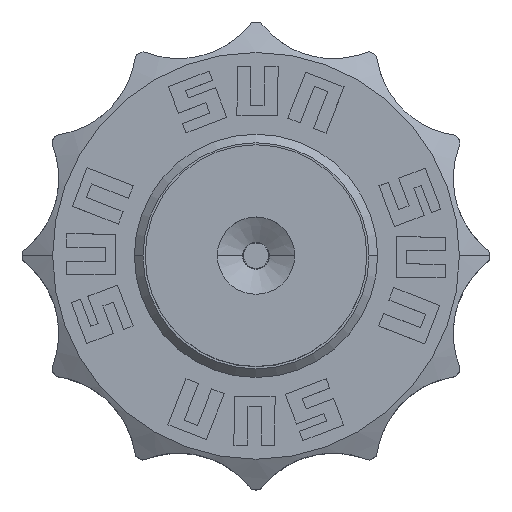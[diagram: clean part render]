
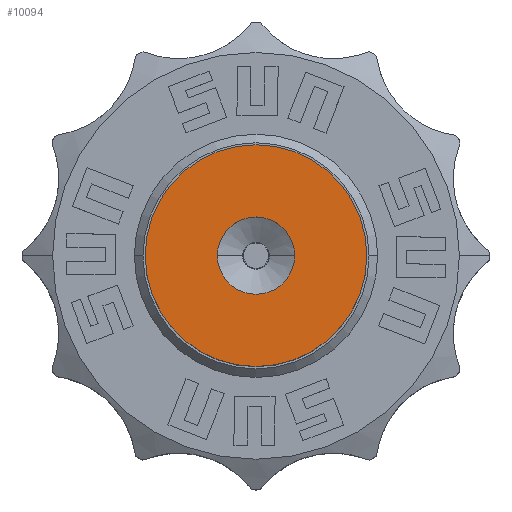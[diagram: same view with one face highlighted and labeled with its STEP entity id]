
A CAD part, top view. The second image highlights one B-rep face of the part: STEP entity #10094.
In plain terms, the highlighted planar face has unit normal (0, 0, 1).
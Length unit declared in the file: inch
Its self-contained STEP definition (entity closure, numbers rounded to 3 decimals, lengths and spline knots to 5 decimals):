
#2075=CARTESIAN_POINT('',(0.,0.,4.281));
#2076=DIRECTION('',(0.,0.,-1.));
#2077=DIRECTION('',(-1.,0.,0.));
#2078=AXIS2_PLACEMENT_3D('',#2075,#2076,#2077);
#2080=CARTESIAN_POINT('',(0.,0.,4.281));
#2081=DIRECTION('',(0.,0.,-1.));
#2082=DIRECTION('',(1.,0.,0.));
#2083=AXIS2_PLACEMENT_3D('',#2080,#2081,#2082);
#2085=CARTESIAN_POINT('',(0.,0.,4.281));
#2086=DIRECTION('',(0.,0.,1.));
#2087=DIRECTION('',(1.,0.,0.));
#2088=AXIS2_PLACEMENT_3D('',#2085,#2086,#2087);
#2090=CARTESIAN_POINT('',(0.,0.,4.281));
#2091=DIRECTION('',(0.,0.,1.));
#2092=DIRECTION('',(-1.,0.,0.));
#2093=AXIS2_PLACEMENT_3D('',#2090,#2091,#2092);
#6916=CARTESIAN_POINT('',(-0.2725,0.,4.281));
#6917=VERTEX_POINT('',#6916);
#6918=CARTESIAN_POINT('',(0.2725,0.,4.281));
#6919=VERTEX_POINT('',#6918);
#6920=CARTESIAN_POINT('',(0.095,0.,4.281));
#6921=CARTESIAN_POINT('',(-0.095,0.,4.281));
#6922=VERTEX_POINT('',#6920);
#6923=VERTEX_POINT('',#6921);
#10079=CARTESIAN_POINT('',(0.,0.,4.281));
#10080=DIRECTION('',(0.,0.,1.));
#10081=DIRECTION('',(-1.,0.,0.));
#10082=AXIS2_PLACEMENT_3D('',#10079,#10080,#10081);
#10083=PLANE('',#10082);
#10084=ORIENTED_EDGE('',*,*,#10074,.T.);
#10085=ORIENTED_EDGE('',*,*,#10058,.T.);
#10086=EDGE_LOOP('',(#10084,#10085));
#10087=FACE_OUTER_BOUND('',#10086,.F.);
#10089=ORIENTED_EDGE('',*,*,#10088,.T.);
#10091=ORIENTED_EDGE('',*,*,#10090,.T.);
#10092=EDGE_LOOP('',(#10089,#10091));
#10093=FACE_BOUND('',#10092,.F.);
#10094=ADVANCED_FACE('',(#10087,#10093),#10083,.T.);
#2079=CIRCLE('',#2078,0.2725);
#2084=CIRCLE('',#2083,0.2725);
#2089=CIRCLE('',#2088,0.095);
#2094=CIRCLE('',#2093,0.095);
#10058=EDGE_CURVE('',#6919,#6917,#2084,.T.);
#10074=EDGE_CURVE('',#6917,#6919,#2079,.T.);
#10088=EDGE_CURVE('',#6922,#6923,#2089,.T.);
#10090=EDGE_CURVE('',#6923,#6922,#2094,.T.);
